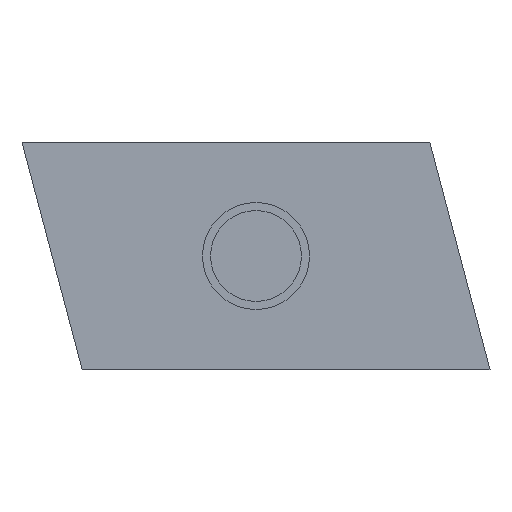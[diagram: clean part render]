
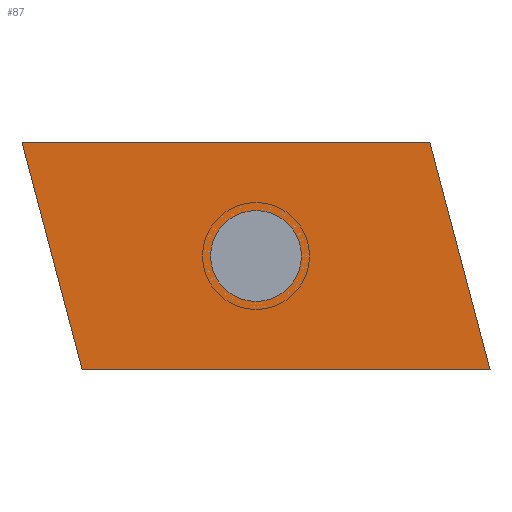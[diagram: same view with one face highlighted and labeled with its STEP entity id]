
A CAD part, front view. The second image highlights one B-rep face of the part: STEP entity #87.
In plain terms, the highlighted planar face has unit normal (0, -1, 0).
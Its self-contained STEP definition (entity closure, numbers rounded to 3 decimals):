
#23 = EDGE_CURVE ( 'NONE', #1071, #1026, #349, .T. ) ;
#40 = EDGE_LOOP ( 'NONE', ( #290, #115, #1021, #1053 ) ) ;
#64 = VERTEX_POINT ( 'NONE', #253 ) ;
#79 = DIRECTION ( 'NONE',  ( 0., 1., 0. ) ) ;
#87 = ADVANCED_FACE ( 'NONE', ( #878, #1074 ), #1058, .F. ) ;
#94 = AXIS2_PLACEMENT_3D ( 'NONE', #1083, #266, #1078 ) ;
#102 = AXIS2_PLACEMENT_3D ( 'NONE', #435, #79, #154 ) ;
#103 = ORIENTED_EDGE ( 'NONE', *, *, #1028, .T. ) ;
#115 = ORIENTED_EDGE ( 'NONE', *, *, #376, .F. ) ;
#137 = DIRECTION ( 'NONE',  ( -1., 0., 0. ) ) ;
#154 = DIRECTION ( 'NONE',  ( 0., 0., 1. ) ) ;
#168 = LINE ( 'NONE', #341, #786 ) ;
#187 = CARTESIAN_POINT ( 'NONE',  ( 17.5, 0., -8.5 ) ) ;
#208 = CARTESIAN_POINT ( 'NONE',  ( -17.5, 0., 8.5 ) ) ;
#214 = LINE ( 'NONE', #208, #861 ) ;
#224 = CARTESIAN_POINT ( 'NONE',  ( -13., 0., -8.5 ) ) ;
#253 = CARTESIAN_POINT ( 'NONE',  ( 13., 0., 8.5 ) ) ;
#266 = DIRECTION ( 'NONE',  ( 0., 1., 0. ) ) ;
#290 = ORIENTED_EDGE ( 'NONE', *, *, #23, .F. ) ;
#293 = LINE ( 'NONE', #565, #845 ) ;
#341 = CARTESIAN_POINT ( 'NONE',  ( 17.5, 0., -8.5 ) ) ;
#349 = LINE ( 'NONE', #607, #529 ) ;
#361 = EDGE_LOOP ( 'NONE', ( #103 ) ) ;
#376 = EDGE_CURVE ( 'NONE', #613, #1071, #293, .T. ) ;
#415 = VERTEX_POINT ( 'NONE', #1126 ) ;
#435 = CARTESIAN_POINT ( 'NONE',  ( 0., 0., 0. ) ) ;
#529 = VECTOR ( 'NONE', #531, 1000. ) ;
#531 = DIRECTION ( 'NONE',  ( -0.256, 0., 0.967 ) ) ;
#565 = CARTESIAN_POINT ( 'NONE',  ( -13., 0., -8.5 ) ) ;
#607 = CARTESIAN_POINT ( 'NONE',  ( -13., 0., -8.5 ) ) ;
#613 = VERTEX_POINT ( 'NONE', #187 ) ;
#718 = CARTESIAN_POINT ( 'NONE',  ( -17.5, 0., 8.5 ) ) ;
#786 = VECTOR ( 'NONE', #1067, 1000. ) ;
#845 = VECTOR ( 'NONE', #137, 1000. ) ;
#861 = VECTOR ( 'NONE', #919, 1000. ) ;
#878 = FACE_BOUND ( 'NONE', #361, .T. ) ;
#886 = EDGE_CURVE ( 'NONE', #64, #613, #168, .T. ) ;
#919 = DIRECTION ( 'NONE',  ( 1., 0., 0. ) ) ;
#955 = CIRCLE ( 'NONE', #94, 3.4 ) ;
#1021 = ORIENTED_EDGE ( 'NONE', *, *, #886, .F. ) ;
#1026 = VERTEX_POINT ( 'NONE', #718 ) ;
#1028 = EDGE_CURVE ( 'NONE', #415, #415, #955, .T. ) ;
#1053 = ORIENTED_EDGE ( 'NONE', *, *, #1128, .F. ) ;
#1058 = PLANE ( 'NONE',  #102 ) ;
#1067 = DIRECTION ( 'NONE',  ( 0.256, 0., -0.967 ) ) ;
#1071 = VERTEX_POINT ( 'NONE', #224 ) ;
#1074 = FACE_OUTER_BOUND ( 'NONE', #40, .T. ) ;
#1078 = DIRECTION ( 'NONE',  ( 0., 0., 1. ) ) ;
#1083 = CARTESIAN_POINT ( 'NONE',  ( 0., 0., 0. ) ) ;
#1126 = CARTESIAN_POINT ( 'NONE',  ( 0., 0., 3.4 ) ) ;
#1128 = EDGE_CURVE ( 'NONE', #1026, #64, #214, .T. ) ;
